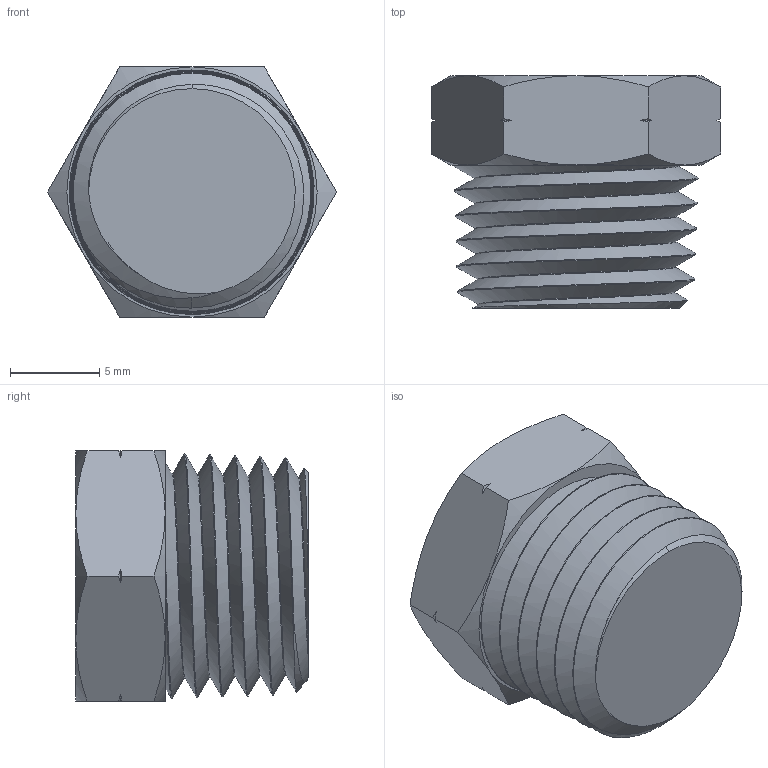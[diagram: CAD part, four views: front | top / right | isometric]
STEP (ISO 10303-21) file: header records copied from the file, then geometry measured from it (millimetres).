
FILE_DESCRIPTION (( 'STEP AP214' ), '1' );
FILE_NAME ('PGSN1-4.STEP', '2018-06-29T15:32:40', ( '' ), ( '' ), 'SwSTEP 2.0', 'SolidWorks 2016', '' );
FILE_SCHEMA (( 'AUTOMOTIVE_DESIGN' ));
Length unit declared in the file: millimetre
Products named in the file (1): PGSN1-4
Bounding box: 16.17 x 13 x 14 mm (x, y, z)
Volume: 1798.6 mm3; surface area: 1135.9 mm2
Topology: 1 solids, 1 shells, 50 faces, 129 edges, 82 vertices
Faces by surface type: cone 38, plane 9, bspline 3
Entity records: 5384 total; most frequent: CARTESIAN_POINT 3738, ORIENTED_EDGE 258, DIRECTION 164, EDGE_CURVE 129, B_SPLINE_CURVE_WITH_KNOTS 83, VERTEX_POINT 82, AXIS2_PLACEMENT_3D 70, UNCERTAINTY_MEASURE_WITH_UNIT 53
